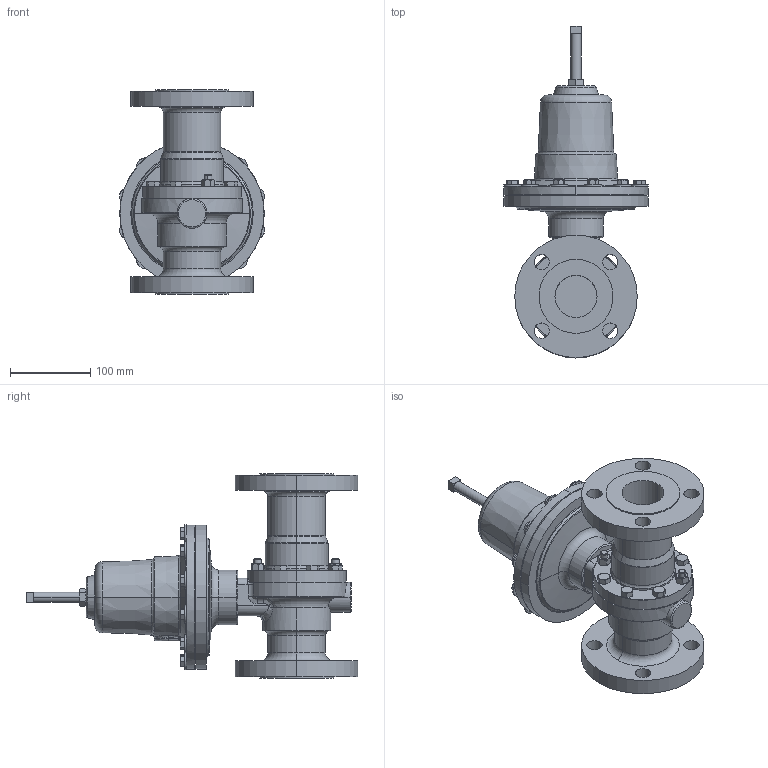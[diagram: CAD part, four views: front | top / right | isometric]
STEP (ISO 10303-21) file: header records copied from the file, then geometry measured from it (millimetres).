
FILE_DESCRIPTION (( 'STEP AP203' ), '1' );
FILE_NAME ('60-200-CS+S6-I5.STEP', '2017-07-20T14:47:45', ( '' ), ( '' ), 'SwSTEP 2.0', 'SolidWorks 2014', '' );
FILE_SCHEMA (( 'CONFIG_CONTROL_DESIGN' ));
Length unit declared in the file: inch
Products named in the file (2): 60-200-CS+S6-I5
Bounding box: 180.18 x 412.75 x 254 mm (x, y, z)
Volume: 3202043.3 mm3; surface area: 355320 mm2
Topology: 1 solids, 1 shells, 585 faces, 1354 edges, 814 vertices
Faces by surface type: plane 219, cone 169, cylinder 123, torus 49, bspline 23, sphere 2
Entity records: 19255 total; most frequent: CARTESIAN_POINT 6102, DIRECTION 2720, ORIENTED_EDGE 2708, EDGE_CURVE 1354, AXIS2_PLACEMENT_3D 1153, VERTEX_POINT 814, EDGE_LOOP 666, CIRCLE 589
